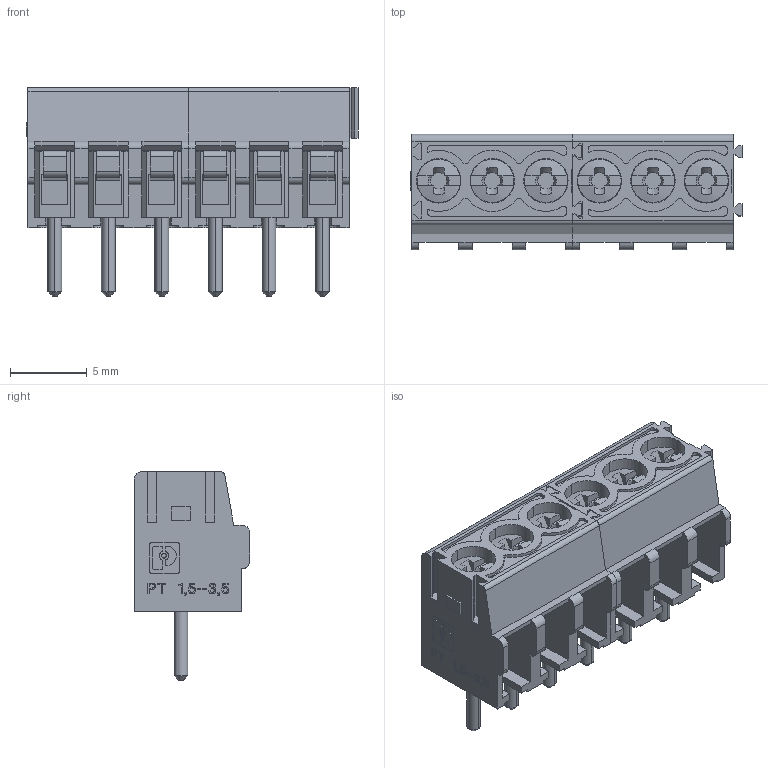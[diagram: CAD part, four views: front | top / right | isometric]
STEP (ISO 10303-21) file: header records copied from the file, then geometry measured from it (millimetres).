
FILE_DESCRIPTION(('FreeCAD Model'),'2;1');
FILE_NAME('PT_1_5_6_3_50_H_cp.step', '2019-07-28T14:28:11',('kicad StepUp'),('ksu MCAD'), 'Open CASCADE STEP processor 7.3','FreeCAD','Unknown');
FILE_SCHEMA(('AUTOMOTIVE_DESIGN { 1 0 10303 214 1 1 1 1 }'));
Length unit declared in the file: millimetre
Products named in the file (1): PT_1_5_6_3_50_H_cp
Bounding box: 21.7 x 7.55 x 13.65 mm (x, y, z)
Volume: 974.5 mm3; surface area: 2754.3 mm2
Topology: 14 solids, 14 shells, 1376 faces, 3936 edges, 2622 vertices
Faces by surface type: plane 1094, cylinder 224, cone 36, sphere 12, extrusion 10
Entity records: 55835 total; most frequent: CARTESIAN_POINT 9637, ORIENTED_EDGE 7872, DIRECTION 7234, EDGE_CURVE 3936, VECTOR 3208, LINE 3198, VERTEX_POINT 2622, AXIS2_PLACEMENT_3D 2013
